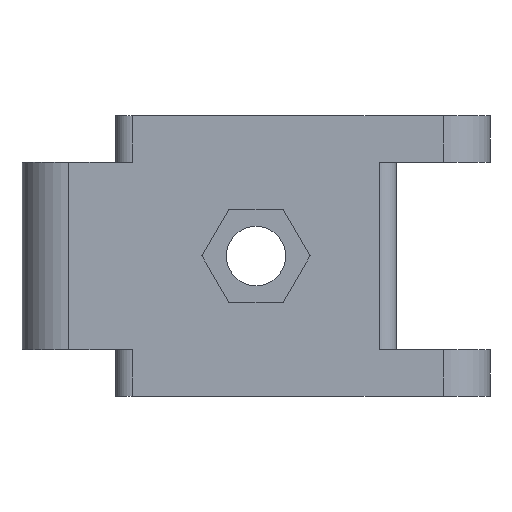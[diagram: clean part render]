
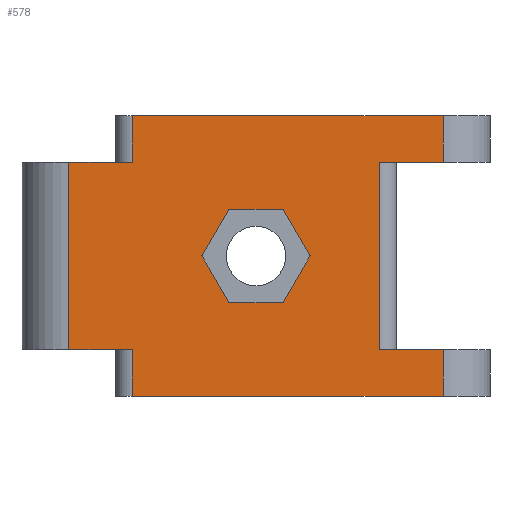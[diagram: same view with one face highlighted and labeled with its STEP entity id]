
A CAD part, top view. The second image highlights one B-rep face of the part: STEP entity #578.
In plain terms, the highlighted planar face has unit normal (0, 0, 1).
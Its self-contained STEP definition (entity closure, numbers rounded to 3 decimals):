
#19=FACE_BOUND('',#79,.T.);
#28=PLANE('',#620);
#47=FACE_OUTER_BOUND('',#78,.T.);
#78=EDGE_LOOP('',(#406,#407,#408,#409,#410,#411,#412,#413,#414,#415,#416,
#417));
#79=EDGE_LOOP('',(#418,#419,#420,#421,#422,#423));
#116=LINE('',#872,#168);
#120=LINE('',#890,#172);
#122=LINE('',#896,#174);
#123=LINE('',#898,#175);
#124=LINE('',#899,#176);
#125=LINE('',#901,#177);
#126=LINE('',#903,#178);
#127=LINE('',#905,#179);
#128=LINE('',#907,#180);
#129=LINE('',#909,#181);
#130=LINE('',#911,#182);
#131=LINE('',#912,#183);
#132=LINE('',#915,#184);
#133=LINE('',#917,#185);
#134=LINE('',#919,#186);
#135=LINE('',#921,#187);
#136=LINE('',#923,#188);
#137=LINE('',#924,#189);
#168=VECTOR('',#688,1.8);
#172=VECTOR('',#704,1.8);
#174=VECTOR('',#710,10.);
#175=VECTOR('',#711,10.);
#176=VECTOR('',#712,10.);
#177=VECTOR('',#713,10.);
#178=VECTOR('',#714,10.);
#179=VECTOR('',#715,10.);
#180=VECTOR('',#716,1.8);
#181=VECTOR('',#717,10.);
#182=VECTOR('',#718,10.);
#183=VECTOR('',#719,10.);
#184=VECTOR('',#720,10.);
#185=VECTOR('',#721,10.);
#186=VECTOR('',#722,10.);
#187=VECTOR('',#723,10.);
#188=VECTOR('',#724,10.);
#189=VECTOR('',#725,10.);
#254=VERTEX_POINT('',#868);
#256=VERTEX_POINT('',#871);
#262=VERTEX_POINT('',#886);
#264=VERTEX_POINT('',#889);
#266=VERTEX_POINT('',#895);
#267=VERTEX_POINT('',#897);
#268=VERTEX_POINT('',#900);
#269=VERTEX_POINT('',#902);
#270=VERTEX_POINT('',#904);
#271=VERTEX_POINT('',#906);
#272=VERTEX_POINT('',#908);
#273=VERTEX_POINT('',#910);
#274=VERTEX_POINT('',#913);
#275=VERTEX_POINT('',#914);
#276=VERTEX_POINT('',#916);
#277=VERTEX_POINT('',#918);
#278=VERTEX_POINT('',#920);
#279=VERTEX_POINT('',#922);
#311=EDGE_CURVE('',#254,#256,#116,.T.);
#319=EDGE_CURVE('',#262,#264,#120,.T.);
#322=EDGE_CURVE('',#266,#254,#122,.T.);
#323=EDGE_CURVE('',#267,#266,#123,.T.);
#324=EDGE_CURVE('',#267,#264,#124,.T.);
#325=EDGE_CURVE('',#262,#268,#125,.T.);
#326=EDGE_CURVE('',#268,#269,#126,.T.);
#327=EDGE_CURVE('',#270,#269,#127,.T.);
#328=EDGE_CURVE('',#271,#270,#128,.T.);
#329=EDGE_CURVE('',#271,#272,#129,.T.);
#330=EDGE_CURVE('',#273,#272,#130,.T.);
#331=EDGE_CURVE('',#256,#273,#131,.T.);
#332=EDGE_CURVE('',#274,#275,#132,.T.);
#333=EDGE_CURVE('',#275,#276,#133,.T.);
#334=EDGE_CURVE('',#276,#277,#134,.T.);
#335=EDGE_CURVE('',#277,#278,#135,.T.);
#336=EDGE_CURVE('',#278,#279,#136,.T.);
#337=EDGE_CURVE('',#279,#274,#137,.T.);
#406=ORIENTED_EDGE('',*,*,#322,.F.);
#407=ORIENTED_EDGE('',*,*,#323,.F.);
#408=ORIENTED_EDGE('',*,*,#324,.T.);
#409=ORIENTED_EDGE('',*,*,#319,.F.);
#410=ORIENTED_EDGE('',*,*,#325,.T.);
#411=ORIENTED_EDGE('',*,*,#326,.T.);
#412=ORIENTED_EDGE('',*,*,#327,.F.);
#413=ORIENTED_EDGE('',*,*,#328,.F.);
#414=ORIENTED_EDGE('',*,*,#329,.T.);
#415=ORIENTED_EDGE('',*,*,#330,.F.);
#416=ORIENTED_EDGE('',*,*,#331,.F.);
#417=ORIENTED_EDGE('',*,*,#311,.F.);
#418=ORIENTED_EDGE('',*,*,#332,.T.);
#419=ORIENTED_EDGE('',*,*,#333,.T.);
#420=ORIENTED_EDGE('',*,*,#334,.T.);
#421=ORIENTED_EDGE('',*,*,#335,.T.);
#422=ORIENTED_EDGE('',*,*,#336,.T.);
#423=ORIENTED_EDGE('',*,*,#337,.T.);
#578=ADVANCED_FACE('',(#47,#19),#28,.T.);
#620=AXIS2_PLACEMENT_3D('',#894,#708,#709);
#688=DIRECTION('',(0.,-1.,0.));
#704=DIRECTION('',(0.,1.,0.));
#708=DIRECTION('center_axis',(0.,0.,1.));
#709=DIRECTION('ref_axis',(1.,0.,0.));
#710=DIRECTION('',(-1.,0.,0.));
#711=DIRECTION('',(0.,-1.,0.));
#712=DIRECTION('',(-1.,0.,0.));
#713=DIRECTION('',(-1.,0.,0.));
#714=DIRECTION('',(0.,-1.,0.));
#715=DIRECTION('',(-1.,0.,0.));
#716=DIRECTION('',(0.,1.,0.));
#717=DIRECTION('',(1.,0.,0.));
#718=DIRECTION('',(0.,-1.,0.));
#719=DIRECTION('',(1.,0.,0.));
#720=DIRECTION('',(-0.5,-0.866,0.));
#721=DIRECTION('',(-1.,0.,0.));
#722=DIRECTION('',(-0.5,0.866,0.));
#723=DIRECTION('',(0.5,0.866,0.));
#724=DIRECTION('',(1.,0.,0.));
#725=DIRECTION('',(0.5,-0.866,0.));
#868=CARTESIAN_POINT('',(38.204,25.,10.));
#871=CARTESIAN_POINT('',(38.204,5.,10.));
#872=CARTESIAN_POINT('',(38.204,5.,10.));
#886=CARTESIAN_POINT('',(11.796,25.,10.));
#889=CARTESIAN_POINT('',(11.796,30.,10.));
#890=CARTESIAN_POINT('',(11.796,30.,10.));
#894=CARTESIAN_POINT('Origin',(25.,15.,10.));
#895=CARTESIAN_POINT('',(45.,25.,10.));
#896=CARTESIAN_POINT('',(32.5,25.,10.));
#897=CARTESIAN_POINT('',(45.,30.,10.));
#898=CARTESIAN_POINT('',(45.,0.,10.));
#899=CARTESIAN_POINT('',(50.,30.,10.));
#900=CARTESIAN_POINT('',(5.,25.,10.));
#901=CARTESIAN_POINT('',(17.5,25.,10.));
#902=CARTESIAN_POINT('',(5.,5.,10.));
#903=CARTESIAN_POINT('',(5.,0.,10.));
#904=CARTESIAN_POINT('',(11.796,5.,10.));
#905=CARTESIAN_POINT('',(15.25,5.,10.));
#906=CARTESIAN_POINT('',(11.796,0.,10.));
#907=CARTESIAN_POINT('',(11.796,0.,10.));
#908=CARTESIAN_POINT('',(45.,0.,10.));
#909=CARTESIAN_POINT('',(0.,0.,10.));
#910=CARTESIAN_POINT('',(45.,5.,10.));
#911=CARTESIAN_POINT('',(45.,0.,10.));
#912=CARTESIAN_POINT('',(37.5,5.,10.));
#913=CARTESIAN_POINT('',(30.774,15.,10.));
#914=CARTESIAN_POINT('',(27.887,10.,10.));
#915=CARTESIAN_POINT('',(30.052,13.75,10.));
#916=CARTESIAN_POINT('',(22.113,10.,10.));
#917=CARTESIAN_POINT('',(26.443,10.,10.));
#918=CARTESIAN_POINT('',(19.226,15.,10.));
#919=CARTESIAN_POINT('',(21.392,11.25,10.));
#920=CARTESIAN_POINT('',(22.113,20.,10.));
#921=CARTESIAN_POINT('',(19.948,16.25,10.));
#922=CARTESIAN_POINT('',(27.887,20.,10.));
#923=CARTESIAN_POINT('',(23.557,20.,10.));
#924=CARTESIAN_POINT('',(28.608,18.75,10.));
